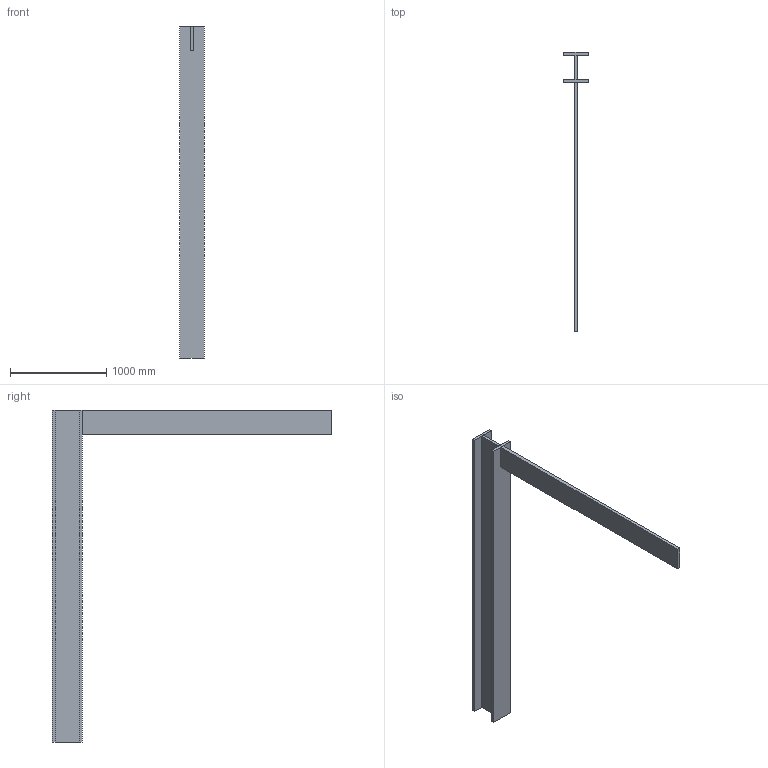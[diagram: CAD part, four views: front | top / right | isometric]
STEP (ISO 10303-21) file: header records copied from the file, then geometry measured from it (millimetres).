
FILE_DESCRIPTION(('FreeCAD Model'),'2;1');
FILE_NAME('Open CASCADE Shape Model','2023-10-26T14:36:42',(''),(''), 'Open CASCADE STEP processor 7.6','FreeCAD','Unknown');
FILE_SCHEMA(('AUTOMOTIVE_DESIGN { 1 0 10303 214 1 1 1 1 }'));
Length unit declared in the file: millimetre
Products named in the file (7): asHS; DHS1; GDMLBox_TGeoBBox0x14; DHS2; GDMLBox_TGeoBBox0x15; DHS3; GDMLBox_TGeoBBox0x16
Assembly tree (7 placements, depth 3):
  asHS
    DHS1
      GDMLBox_TGeoBBox0x14
    DHS2  x2
      GDMLBox_TGeoBBox0x15
    DHS3
      GDMLBox_TGeoBBox0x16
Bounding box: 250 x 2898.97 x 3441 mm (x, y, z)
Volume: 100075977.3 mm3; surface area: 7319092.3 mm2
Topology: 4 solids, 4 shells, 24 faces, 48 edges, 32 vertices
Faces by surface type: plane 24
Entity records: 1050 total; most frequent: DIRECTION 160, CARTESIAN_POINT 158, LINE 108, VECTOR 108, ORIENTED_EDGE 72, PCURVE 72, DEFINITIONAL_REPRESENTATION 72, EDGE_CURVE 36
